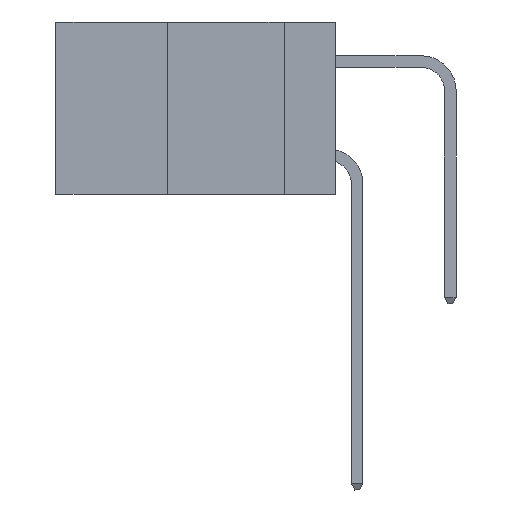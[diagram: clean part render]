
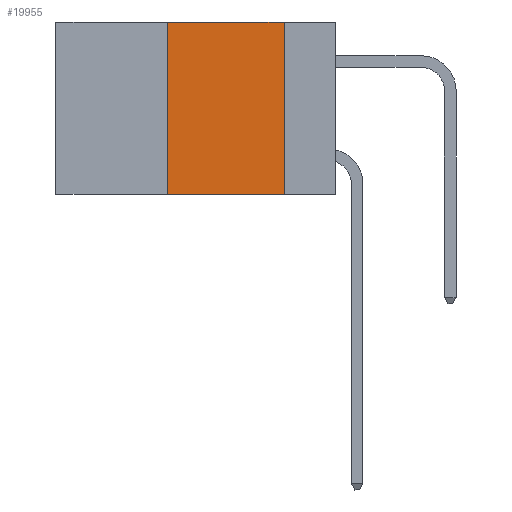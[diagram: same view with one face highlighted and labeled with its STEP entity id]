
A CAD part, left-side view. The second image highlights one B-rep face of the part: STEP entity #19955.
In plain terms, the highlighted planar face has unit normal (-1, 0, 0).
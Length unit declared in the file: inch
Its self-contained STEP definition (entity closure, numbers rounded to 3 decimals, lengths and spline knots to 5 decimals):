
#966 = VERTEX_POINT ( 'NONE', #18028 ) ;
#1056 = EDGE_CURVE ( 'NONE', #24301, #26226, #18785, .T. ) ;
#2028 = EDGE_LOOP ( 'NONE', ( #2069, #5754, #21182, #5128 ) ) ;
#2069 = ORIENTED_EDGE ( 'NONE', *, *, #1056, .F. ) ;
#2203 = PLANE ( 'NONE',  #4070 ) ;
#4070 = AXIS2_PLACEMENT_3D ( 'NONE', #25088, #22661, #27509 ) ;
#5128 = ORIENTED_EDGE ( 'NONE', *, *, #20724, .T. ) ;
#5302 = VERTEX_POINT ( 'NONE', #26651 ) ;
#5754 = ORIENTED_EDGE ( 'NONE', *, *, #26194, .F. ) ;
#6079 = VECTOR ( 'NONE', #8225, 39.37008 ) ;
#6914 = VECTOR ( 'NONE', #11673, 39.37008 ) ;
#7274 = CARTESIAN_POINT ( 'NONE',  ( 0., 0.11, 0. ) ) ;
#7751 = VECTOR ( 'NONE', #19253, 39.37008 ) ;
#7947 = LINE ( 'NONE', #19755, #20442 ) ;
#8225 = DIRECTION ( 'NONE',  ( 0., -1., 0. ) ) ;
#11673 = DIRECTION ( 'NONE',  ( 0., 0., -1. ) ) ;
#12423 = CARTESIAN_POINT ( 'NONE',  ( 0., 0.11, -0.37 ) ) ;
#12467 = DIRECTION ( 'NONE',  ( 0., 0., 1. ) ) ;
#13795 = CARTESIAN_POINT ( 'NONE',  ( 0., 0.11, 0. ) ) ;
#14086 = CARTESIAN_POINT ( 'NONE',  ( 0., 0.6, 0. ) ) ;
#18028 = CARTESIAN_POINT ( 'NONE',  ( 0., 0.36, -0.37 ) ) ;
#18785 = LINE ( 'NONE', #7274, #6914 ) ;
#19253 = DIRECTION ( 'NONE',  ( 0., -1., 0. ) ) ;
#19740 = LINE ( 'NONE', #19896, #6079 ) ;
#19755 = CARTESIAN_POINT ( 'NONE',  ( 0., 0.36, 0. ) ) ;
#19896 = CARTESIAN_POINT ( 'NONE',  ( 0., 0.6, -0.37 ) ) ;
#19955 = ADVANCED_FACE ( 'NONE', ( #21013 ), #2203, .F. ) ;
#20442 = VECTOR ( 'NONE', #12467, 39.37008 ) ;
#20724 = EDGE_CURVE ( 'NONE', #966, #26226, #19740, .T. ) ;
#21013 = FACE_OUTER_BOUND ( 'NONE', #2028, .T. ) ;
#21182 = ORIENTED_EDGE ( 'NONE', *, *, #28980, .F. ) ;
#22661 = DIRECTION ( 'NONE',  ( 1., 0., 0. ) ) ;
#24301 = VERTEX_POINT ( 'NONE', #13795 ) ;
#25088 = CARTESIAN_POINT ( 'NONE',  ( 0., 0.6, 0. ) ) ;
#26194 = EDGE_CURVE ( 'NONE', #5302, #24301, #27917, .T. ) ;
#26226 = VERTEX_POINT ( 'NONE', #12423 ) ;
#26651 = CARTESIAN_POINT ( 'NONE',  ( 0., 0.36, 0. ) ) ;
#27509 = DIRECTION ( 'NONE',  ( 0., 0., -1. ) ) ;
#27917 = LINE ( 'NONE', #14086, #7751 ) ;
#28980 = EDGE_CURVE ( 'NONE', #966, #5302, #7947, .T. ) ;
